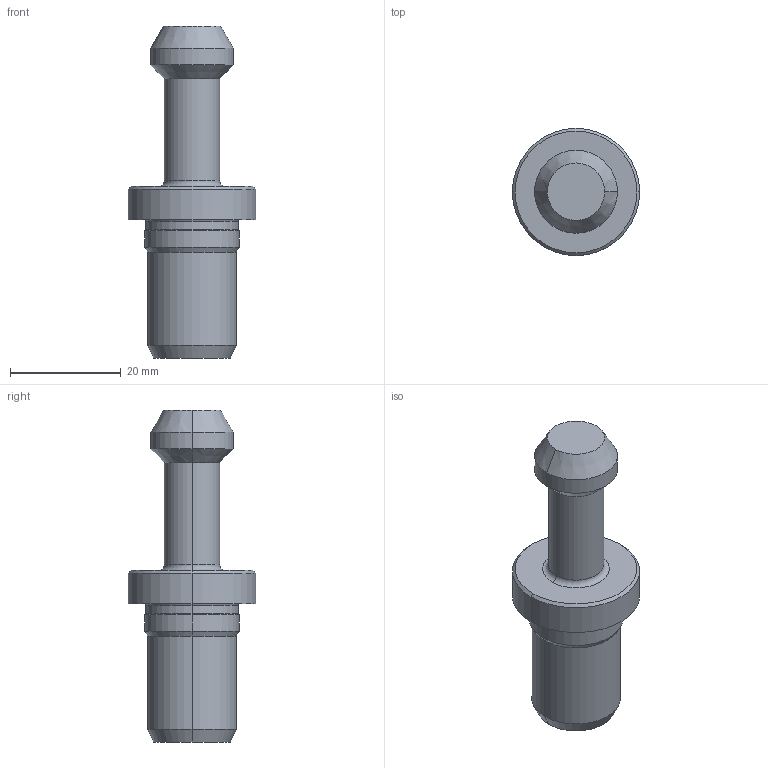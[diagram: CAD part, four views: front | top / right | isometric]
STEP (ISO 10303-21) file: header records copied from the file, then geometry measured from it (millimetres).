
FILE_DESCRIPTION (( 'STEP AP203' ), '1' );
FILE_NAME ('PS BT40 45 DEG W-TC.STEP', '2019-04-08T07:22:22', ( '' ), ( '' ), 'SwSTEP 2.0', 'SolidWorks 2014', '' );
FILE_SCHEMA (( 'CONFIG_CONTROL_DESIGN' ));
Length unit declared in the file: millimetre
Products named in the file (1): PS BT40 45 DEG W-TC
Bounding box: 23 x 23 x 60 mm (x, y, z)
Volume: 10464.4 mm3; surface area: 3528.5 mm2
Topology: 1 solids, 1 shells, 34 faces, 66 edges, 36 vertices
Faces by surface type: cone 14, cylinder 12, torus 4, plane 4
Entity records: 935 total; most frequent: DIRECTION 176, CARTESIAN_POINT 137, ORIENTED_EDGE 132, AXIS2_PLACEMENT_3D 75, EDGE_CURVE 66, CIRCLE 40, VERTEX_POINT 36, EDGE_LOOP 36
